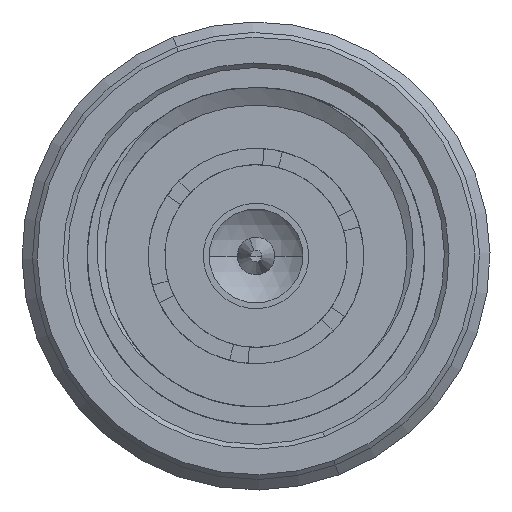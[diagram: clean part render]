
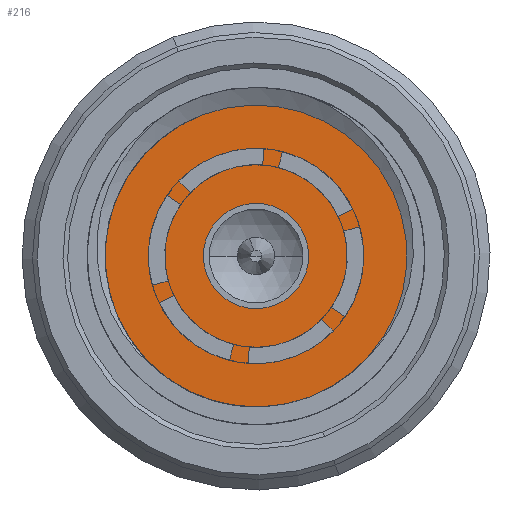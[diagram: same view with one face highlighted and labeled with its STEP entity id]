
A CAD part, front view. The second image highlights one B-rep face of the part: STEP entity #216.
In plain terms, the highlighted planar face has unit normal (0, 1, 0).
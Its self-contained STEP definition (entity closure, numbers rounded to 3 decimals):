
#14 = CARTESIAN_POINT ( 'NONE',  ( 0., 10.1, 0. ) ) ;
#48 = AXIS2_PLACEMENT_3D ( 'NONE', #14, #1460, #2880 ) ;
#159 = DIRECTION ( 'NONE',  ( 0., -1., 0. ) ) ;
#216 = ADVANCED_FACE ( 'NONE', ( #3837, #1502 ), #3038, .F. ) ;
#326 = EDGE_LOOP ( 'NONE', ( #329, #1592 ) ) ;
#329 = ORIENTED_EDGE ( 'NONE', *, *, #4407, .F. ) ;
#335 = CARTESIAN_POINT ( 'NONE',  ( -3.016, 10.1, 7.947 ) ) ;
#404 = AXIS2_PLACEMENT_3D ( 'NONE', #3264, #3678, #4335 ) ;
#497 = CIRCLE ( 'NONE', #3123, 2.25 ) ;
#539 = DIRECTION ( 'NONE',  ( 0.355, 0., -0.935 ) ) ;
#549 = DIRECTION ( 'NONE',  ( 0., 1., 0. ) ) ;
#655 = CARTESIAN_POINT ( 'NONE',  ( 3.016, 10.1, -7.947 ) ) ;
#860 = DIRECTION ( 'NONE',  ( -0.355, 0., 0.935 ) ) ;
#905 = CARTESIAN_POINT ( 'NONE',  ( 0., 10.1, 0. ) ) ;
#1261 = CARTESIAN_POINT ( 'NONE',  ( 2.104, 10.1, 0.798 ) ) ;
#1295 = DIRECTION ( 'NONE',  ( 0.355, 0., -0.935 ) ) ;
#1460 = DIRECTION ( 'NONE',  ( 0., 1., 0. ) ) ;
#1502 = FACE_BOUND ( 'NONE', #326, .T. ) ;
#1592 = ORIENTED_EDGE ( 'NONE', *, *, #2393, .F. ) ;
#1979 = EDGE_LOOP ( 'NONE', ( #2337, #2136 ) ) ;
#2000 = CARTESIAN_POINT ( 'NONE',  ( 0.798, 10.1, -2.104 ) ) ;
#2136 = ORIENTED_EDGE ( 'NONE', *, *, #2600, .T. ) ;
#2337 = ORIENTED_EDGE ( 'NONE', *, *, #4316, .T. ) ;
#2349 = CARTESIAN_POINT ( 'NONE',  ( 0., 10.1, 0. ) ) ;
#2393 = EDGE_CURVE ( 'NONE', #2457, #3894, #497, .T. ) ;
#2457 = VERTEX_POINT ( 'NONE', #2000 ) ;
#2600 = EDGE_CURVE ( 'NONE', #4315, #4159, #3163, .T. ) ;
#2783 = CIRCLE ( 'NONE', #48, 8.5 ) ;
#2880 = DIRECTION ( 'NONE',  ( 0.355, 0., -0.935 ) ) ;
#3038 = PLANE ( 'NONE',  #4625 ) ;
#3078 = DIRECTION ( 'NONE',  ( 0., 1., 0. ) ) ;
#3123 = AXIS2_PLACEMENT_3D ( 'NONE', #2349, #3078, #860 ) ;
#3163 = CIRCLE ( 'NONE', #3533, 8.5 ) ;
#3264 = CARTESIAN_POINT ( 'NONE',  ( 0., 10.1, 0. ) ) ;
#3533 = AXIS2_PLACEMENT_3D ( 'NONE', #905, #549, #1295 ) ;
#3678 = DIRECTION ( 'NONE',  ( 0., 1., 0. ) ) ;
#3837 = FACE_OUTER_BOUND ( 'NONE', #1979, .T. ) ;
#3894 = VERTEX_POINT ( 'NONE', #4051 ) ;
#4051 = CARTESIAN_POINT ( 'NONE',  ( -0.798, 10.1, 2.104 ) ) ;
#4159 = VERTEX_POINT ( 'NONE', #655 ) ;
#4315 = VERTEX_POINT ( 'NONE', #335 ) ;
#4316 = EDGE_CURVE ( 'NONE', #4159, #4315, #2783, .T. ) ;
#4335 = DIRECTION ( 'NONE',  ( -0.355, 0., 0.935 ) ) ;
#4407 = EDGE_CURVE ( 'NONE', #3894, #2457, #4726, .T. ) ;
#4625 = AXIS2_PLACEMENT_3D ( 'NONE', #1261, #159, #539 ) ;
#4726 = CIRCLE ( 'NONE', #404, 2.25 ) ;
